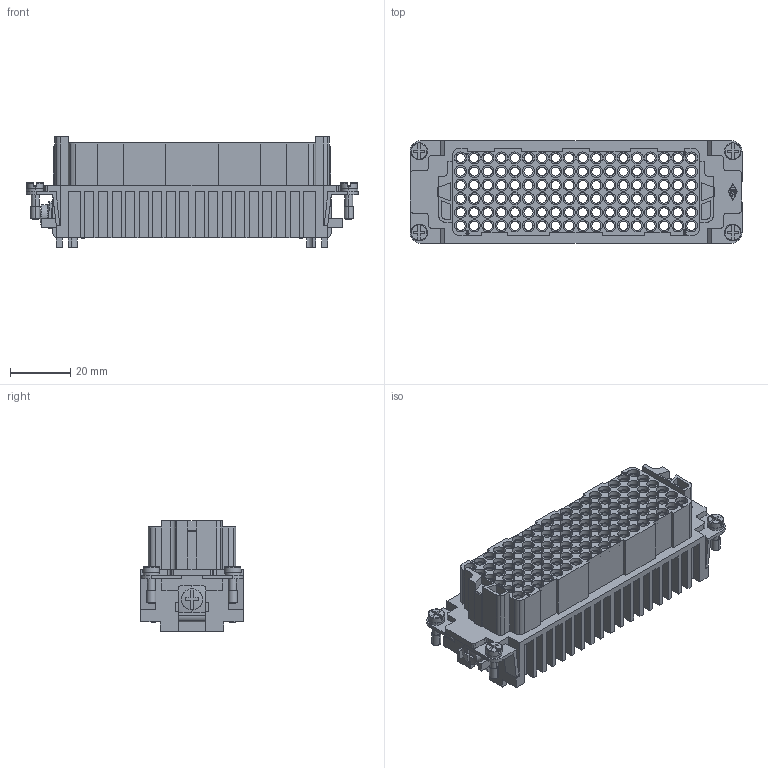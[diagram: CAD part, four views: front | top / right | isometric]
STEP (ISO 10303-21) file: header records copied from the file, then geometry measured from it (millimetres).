
FILE_DESCRIPTION(('Creo Elements/Direct Modeling STEP Export'),'2;1');
FILE_NAME('0ln7uvk46blccj34616','2016-12-23T10:49:36',(''),(''),'PTC Creo Elements/Direct Modeling STEP processor for AP214 (Solid Model)','PTC Creo Elements/Direct Modeling 19.0E 27-Jun-2016 (C) Parametric Technology GmbH','');
FILE_SCHEMA(('AUTOMOTIVE_DESIGN { 1 0 10303 214 1 1 1 1 }'));
Products named in the file (1): RDDF_108
Bounding box: 110.1 x 34 x 36.5 mm (x, y, z)
Volume: 48661.7 mm3; surface area: 60626.7 mm2
Topology: 1 solids, 1 shells, 1740 faces, 4376 edges, 2873 vertices
Faces by surface type: plane 818, cylinder 766, bspline 126, torus 16, cone 8, sphere 6
Entity records: 68347 total; most frequent: CARTESIAN_POINT 11350, DIRECTION 8995, ORIENTED_EDGE 8760, EDGE_CURVE 4380, AXIS2_PLACEMENT_3D 3270, VERTEX_POINT 2873, VECTOR 2455, LINE 2455
